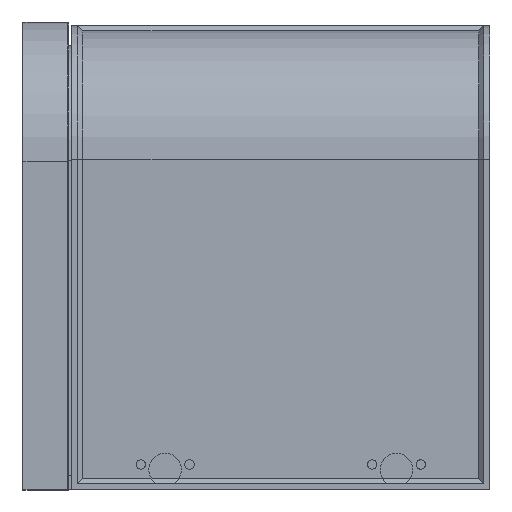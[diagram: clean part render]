
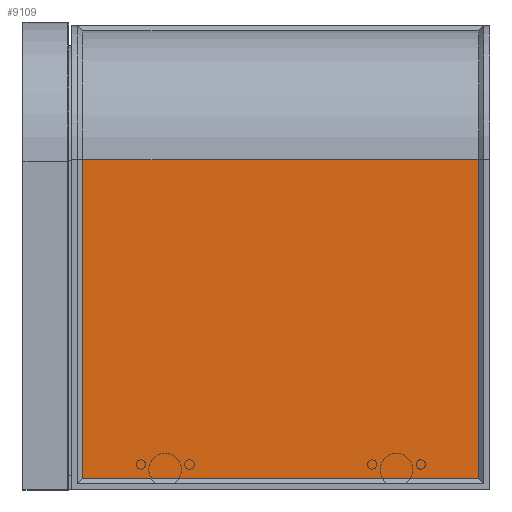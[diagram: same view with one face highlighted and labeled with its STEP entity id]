
A CAD part, left-side view. The second image highlights one B-rep face of the part: STEP entity #9109.
In plain terms, the highlighted planar face has unit normal (-1, 0, 0).
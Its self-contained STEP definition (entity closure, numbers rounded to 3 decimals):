
#302 = CARTESIAN_POINT ( 'NONE',  ( -77.5, 961.831, 105. ) ) ;
#639 = ORIENTED_EDGE ( 'NONE', *, *, #10465, .T. ) ;
#736 = CARTESIAN_POINT ( 'NONE',  ( -77.5, 435., -236. ) ) ;
#1487 = EDGE_CURVE ( 'NONE', #7081, #10360, #10577, .T. ) ;
#1787 = VECTOR ( 'NONE', #6151, 1000. ) ;
#1890 = VECTOR ( 'NONE', #8501, 1000. ) ;
#1975 = DIRECTION ( 'NONE',  ( -1., 0., 0. ) ) ;
#2323 = VERTEX_POINT ( 'NONE', #3596 ) ;
#2558 = CARTESIAN_POINT ( 'NONE',  ( -77.5, 12., 105. ) ) ;
#2817 = ORIENTED_EDGE ( 'NONE', *, *, #1487, .T. ) ;
#2844 = CARTESIAN_POINT ( 'NONE',  ( -77.5, 12., 105. ) ) ;
#3596 = CARTESIAN_POINT ( 'NONE',  ( -77.5, 12., -236. ) ) ;
#3642 = DIRECTION ( 'NONE',  ( 0., 0., 1. ) ) ;
#4020 = VERTEX_POINT ( 'NONE', #2558 ) ;
#4379 = VECTOR ( 'NONE', #3642, 1000. ) ;
#4709 = ORIENTED_EDGE ( 'NONE', *, *, #10000, .F. ) ;
#4880 = LINE ( 'NONE', #5625, #9669 ) ;
#5116 = CARTESIAN_POINT ( 'NONE',  ( -77.5, 435., -241.5 ) ) ;
#5398 = DIRECTION ( 'NONE',  ( 0., 0., 1. ) ) ;
#5625 = CARTESIAN_POINT ( 'NONE',  ( -77.5, 6.5, -236. ) ) ;
#6151 = DIRECTION ( 'NONE',  ( 0., -1., 0. ) ) ;
#6220 = LINE ( 'NONE', #302, #1787 ) ;
#6768 = AXIS2_PLACEMENT_3D ( 'NONE', #9593, #1975, #5398 ) ;
#6905 = EDGE_LOOP ( 'NONE', ( #639, #9619, #4709, #2817 ) ) ;
#7081 = VERTEX_POINT ( 'NONE', #8964 ) ;
#7223 = FACE_OUTER_BOUND ( 'NONE', #6905, .T. ) ;
#8059 = EDGE_CURVE ( 'NONE', #2323, #4020, #10528, .T. ) ;
#8501 = DIRECTION ( 'NONE',  ( 0., 0., -1. ) ) ;
#8964 = CARTESIAN_POINT ( 'NONE',  ( -77.5, 435., 105. ) ) ;
#9036 = DIRECTION ( 'NONE',  ( 0., -1., 0. ) ) ;
#9109 = ADVANCED_FACE ( 'NONE', ( #7223 ), #10597, .T. ) ;
#9593 = CARTESIAN_POINT ( 'NONE',  ( -77.5, 961.831, -241.5 ) ) ;
#9619 = ORIENTED_EDGE ( 'NONE', *, *, #8059, .T. ) ;
#9669 = VECTOR ( 'NONE', #9036, 1000. ) ;
#10000 = EDGE_CURVE ( 'NONE', #7081, #4020, #6220, .T. ) ;
#10360 = VERTEX_POINT ( 'NONE', #736 ) ;
#10465 = EDGE_CURVE ( 'NONE', #10360, #2323, #4880, .T. ) ;
#10528 = LINE ( 'NONE', #2844, #4379 ) ;
#10577 = LINE ( 'NONE', #5116, #1890 ) ;
#10597 = PLANE ( 'NONE',  #6768 ) ;
